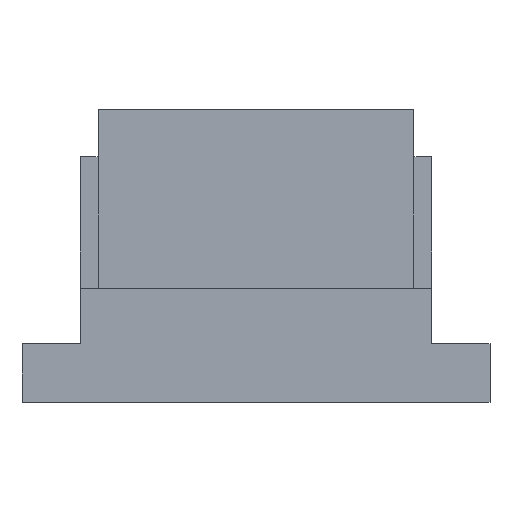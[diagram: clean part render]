
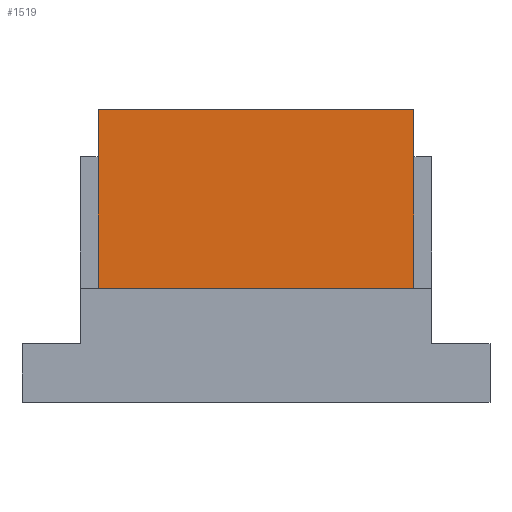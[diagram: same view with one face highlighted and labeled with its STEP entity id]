
A CAD part, front view. The second image highlights one B-rep face of the part: STEP entity #1519.
In plain terms, the highlighted planar face has unit normal (0, -1, 0).
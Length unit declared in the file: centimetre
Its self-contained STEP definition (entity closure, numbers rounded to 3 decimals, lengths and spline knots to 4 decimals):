
#74=FACE_OUTER_BOUND('',#157,.T.);
#157=EDGE_LOOP('',(#1171,#1172,#1173,#1174));
#298=LINE('',#2205,#496);
#317=LINE('',#2242,#515);
#318=LINE('',#2245,#516);
#326=LINE('',#2260,#524);
#496=VECTOR('',#1813,100.);
#515=VECTOR('',#1846,100.);
#516=VECTOR('',#1849,100.);
#524=VECTOR('',#1861,100.);
#662=VERTEX_POINT('',#2202);
#663=VERTEX_POINT('',#2204);
#674=VERTEX_POINT('',#2240);
#675=VERTEX_POINT('',#2244);
#826=EDGE_CURVE('',#662,#663,#298,.T.);
#845=EDGE_CURVE('',#674,#662,#317,.T.);
#846=EDGE_CURVE('',#675,#663,#318,.T.);
#854=EDGE_CURVE('',#674,#675,#326,.T.);
#1171=ORIENTED_EDGE('',*,*,#854,.T.);
#1172=ORIENTED_EDGE('',*,*,#846,.T.);
#1173=ORIENTED_EDGE('',*,*,#826,.F.);
#1174=ORIENTED_EDGE('',*,*,#845,.F.);
#1362=PLANE('',#1599);
#1519=ADVANCED_FACE('',(#74),#1362,.F.);
#1599=AXIS2_PLACEMENT_3D('',#2259,#1859,#1860);
#1813=DIRECTION('',(-1.,0.,0.));
#1846=DIRECTION('',(0.,0.,-1.));
#1849=DIRECTION('',(0.,0.,-1.));
#1859=DIRECTION('center_axis',(0.,1.,0.));
#1860=DIRECTION('ref_axis',(0.,0.,1.));
#1861=DIRECTION('',(-1.,0.,0.));
#2202=CARTESIAN_POINT('',(0.27,-0.355,0.085));
#2204=CARTESIAN_POINT('',(-0.27,-0.355,0.085));
#2205=CARTESIAN_POINT('',(0.3,-0.355,0.085));
#2240=CARTESIAN_POINT('',(0.27,-0.355,0.39));
#2242=CARTESIAN_POINT('',(0.27,-0.355,0.39));
#2244=CARTESIAN_POINT('',(-0.27,-0.355,0.39));
#2245=CARTESIAN_POINT('',(-0.27,-0.355,0.39));
#2259=CARTESIAN_POINT('Origin',(0.3,-0.355,0.085));
#2260=CARTESIAN_POINT('',(0.3,-0.355,0.39));
